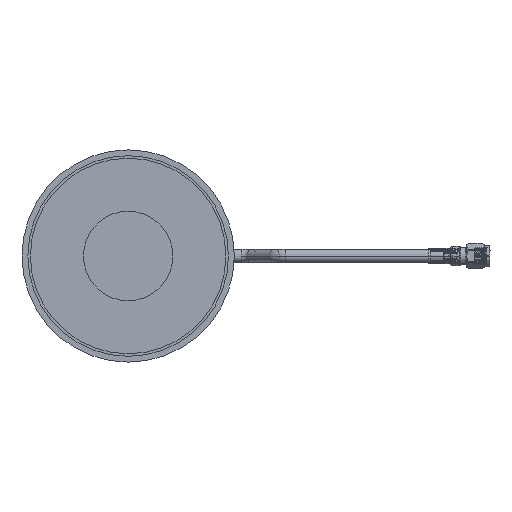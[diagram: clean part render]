
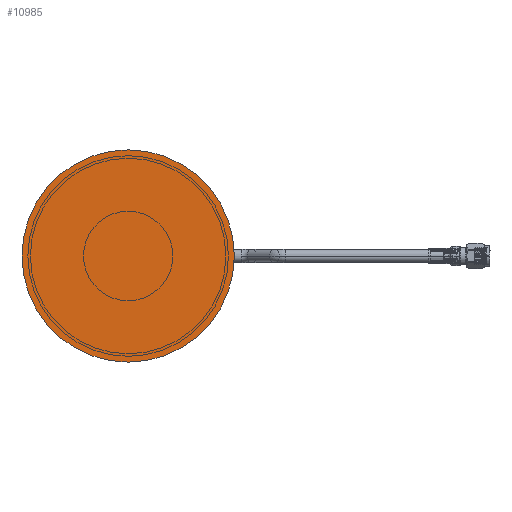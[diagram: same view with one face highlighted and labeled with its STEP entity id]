
A CAD part, front view. The second image highlights one B-rep face of the part: STEP entity #10985.
In plain terms, the highlighted planar face has unit normal (0, -1, 0).
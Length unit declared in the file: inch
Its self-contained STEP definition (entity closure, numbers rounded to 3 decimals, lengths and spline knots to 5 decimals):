
#225 = DIRECTION ( 'NONE',  ( 0., 0., -1. ) ) ;
#1035 = CARTESIAN_POINT ( 'NONE',  ( 0., -0.00984, 0. ) ) ;
#1042 = EDGE_LOOP ( 'NONE', ( #10382, #3528 ) ) ;
#1231 = CARTESIAN_POINT ( 'NONE',  ( 0., -0.00984, 0. ) ) ;
#3528 = ORIENTED_EDGE ( 'NONE', *, *, #4880, .F. ) ;
#4091 = DIRECTION ( 'NONE',  ( 0., 0., -1. ) ) ;
#4404 = AXIS2_PLACEMENT_3D ( 'NONE', #1035, #10293, #4091 ) ;
#4878 = CARTESIAN_POINT ( 'NONE',  ( 0., -0.00984, -1.49606 ) ) ;
#4880 = EDGE_CURVE ( 'NONE', #12361, #4994, #11429, .T. ) ;
#4994 = VERTEX_POINT ( 'NONE', #4878 ) ;
#5029 = CARTESIAN_POINT ( 'NONE',  ( 0., -0.00984, 0. ) ) ;
#5134 = CIRCLE ( 'NONE', #8976, 1.49606 ) ;
#6966 = PLANE ( 'NONE',  #8752 ) ;
#7573 = CARTESIAN_POINT ( 'NONE',  ( 0., -0.00984, 1.49606 ) ) ;
#8752 = AXIS2_PLACEMENT_3D ( 'NONE', #5029, #9098, #11986 ) ;
#8976 = AXIS2_PLACEMENT_3D ( 'NONE', #1231, #9335, #225 ) ;
#9098 = DIRECTION ( 'NONE',  ( 0., 1., 0. ) ) ;
#9335 = DIRECTION ( 'NONE',  ( 0., 1., 0. ) ) ;
#10293 = DIRECTION ( 'NONE',  ( 0., 1., 0. ) ) ;
#10382 = ORIENTED_EDGE ( 'NONE', *, *, #11682, .F. ) ;
#10985 = ADVANCED_FACE ( 'NONE', ( #12240 ), #6966, .F. ) ;
#11429 = CIRCLE ( 'NONE', #4404, 1.49606 ) ;
#11682 = EDGE_CURVE ( 'NONE', #4994, #12361, #5134, .T. ) ;
#11986 = DIRECTION ( 'NONE',  ( 0., 0., 1. ) ) ;
#12240 = FACE_OUTER_BOUND ( 'NONE', #1042, .T. ) ;
#12361 = VERTEX_POINT ( 'NONE', #7573 ) ;
